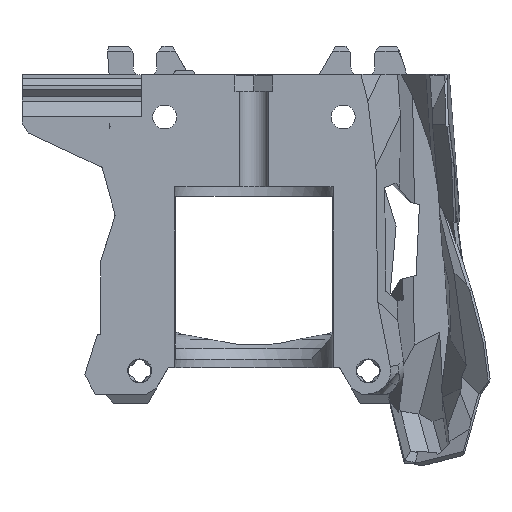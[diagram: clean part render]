
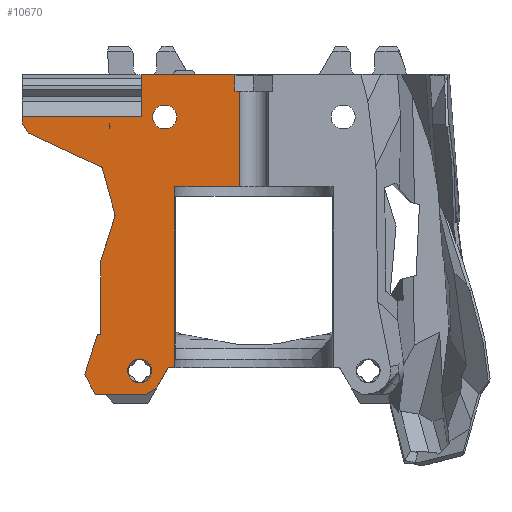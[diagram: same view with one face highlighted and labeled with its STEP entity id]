
A CAD part, front view. The second image highlights one B-rep face of the part: STEP entity #10670.
In plain terms, the highlighted planar face has unit normal (0, -1, 0).
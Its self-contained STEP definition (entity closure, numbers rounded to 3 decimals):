
#313=FACE_BOUND('',#1044,.T.);
#314=FACE_BOUND('',#1045,.T.);
#315=FACE_BOUND('',#1046,.T.);
#350=CIRCLE('',#11250,1.7);
#351=CIRCLE('',#11251,1.7);
#478=FACE_OUTER_BOUND('',#1043,.T.);
#1043=EDGE_LOOP('',(#6991,#6992,#6993,#6994,#6995,#6996,#6997,#6998,#6999,
#7000,#7001,#7002,#7003,#7004,#7005,#7006,#7007,#7008,#7009,#7010,#7011,
#7012));
#1044=EDGE_LOOP('',(#7013));
#1045=EDGE_LOOP('',(#7014));
#1046=EDGE_LOOP('',(#7015,#7016,#7017));
#1642=LINE('',#14645,#2968);
#1650=LINE('',#14661,#2976);
#1660=LINE('',#14682,#2986);
#1661=LINE('',#14684,#2987);
#1662=LINE('',#14685,#2988);
#1663=LINE('',#14687,#2989);
#1664=LINE('',#14689,#2990);
#1665=LINE('',#14691,#2991);
#1666=LINE('',#14693,#2992);
#1667=LINE('',#14695,#2993);
#1668=LINE('',#14697,#2994);
#1669=LINE('',#14699,#2995);
#1670=LINE('',#14701,#2996);
#1671=LINE('',#14703,#2997);
#1672=LINE('',#14705,#2998);
#1673=LINE('',#14707,#2999);
#1674=LINE('',#14709,#3000);
#1675=LINE('',#14711,#3001);
#1676=LINE('',#14713,#3002);
#1677=LINE('',#14715,#3003);
#1678=LINE('',#14717,#3004);
#1679=LINE('',#14718,#3005);
#1680=LINE('',#14725,#3006);
#1681=LINE('',#14727,#3007);
#1682=LINE('',#14728,#3008);
#2968=VECTOR('',#11939,10.);
#2976=VECTOR('',#11951,10.);
#2986=VECTOR('',#11963,10.);
#2987=VECTOR('',#11964,10.);
#2988=VECTOR('',#11965,10.);
#2989=VECTOR('',#11966,10.);
#2990=VECTOR('',#11967,10.);
#2991=VECTOR('',#11968,10.);
#2992=VECTOR('',#11969,10.);
#2993=VECTOR('',#11970,10.);
#2994=VECTOR('',#11971,10.);
#2995=VECTOR('',#11972,10.);
#2996=VECTOR('',#11973,10.);
#2997=VECTOR('',#11974,10.);
#2998=VECTOR('',#11975,10.);
#2999=VECTOR('',#11976,10.);
#3000=VECTOR('',#11977,10.);
#3001=VECTOR('',#11978,10.);
#3002=VECTOR('',#11979,10.);
#3003=VECTOR('',#11980,10.);
#3004=VECTOR('',#11981,10.);
#3005=VECTOR('',#11982,10.);
#3006=VECTOR('',#11987,10.);
#3007=VECTOR('',#11988,10.);
#3008=VECTOR('',#11989,10.);
#4294=VERTEX_POINT('',#14643);
#4295=VERTEX_POINT('',#14644);
#4301=VERTEX_POINT('',#14660);
#4310=VERTEX_POINT('',#14680);
#4311=VERTEX_POINT('',#14681);
#4312=VERTEX_POINT('',#14683);
#4313=VERTEX_POINT('',#14686);
#4314=VERTEX_POINT('',#14688);
#4315=VERTEX_POINT('',#14690);
#4316=VERTEX_POINT('',#14692);
#4317=VERTEX_POINT('',#14694);
#4318=VERTEX_POINT('',#14696);
#4319=VERTEX_POINT('',#14698);
#4320=VERTEX_POINT('',#14700);
#4321=VERTEX_POINT('',#14702);
#4322=VERTEX_POINT('',#14704);
#4323=VERTEX_POINT('',#14706);
#4324=VERTEX_POINT('',#14708);
#4325=VERTEX_POINT('',#14710);
#4326=VERTEX_POINT('',#14712);
#4327=VERTEX_POINT('',#14714);
#4328=VERTEX_POINT('',#14716);
#4329=VERTEX_POINT('',#14719);
#4330=VERTEX_POINT('',#14721);
#4331=VERTEX_POINT('',#14723);
#4332=VERTEX_POINT('',#14724);
#4333=VERTEX_POINT('',#14726);
#5343=EDGE_CURVE('',#4294,#4295,#1642,.T.);
#5351=EDGE_CURVE('',#4301,#4294,#1650,.T.);
#5361=EDGE_CURVE('',#4310,#4311,#1660,.T.);
#5362=EDGE_CURVE('',#4310,#4312,#1661,.T.);
#5363=EDGE_CURVE('',#4301,#4312,#1662,.T.);
#5364=EDGE_CURVE('',#4313,#4295,#1663,.T.);
#5365=EDGE_CURVE('',#4314,#4313,#1664,.T.);
#5366=EDGE_CURVE('',#4314,#4315,#1665,.T.);
#5367=EDGE_CURVE('',#4316,#4315,#1666,.T.);
#5368=EDGE_CURVE('',#4317,#4316,#1667,.T.);
#5369=EDGE_CURVE('',#4318,#4317,#1668,.T.);
#5370=EDGE_CURVE('',#4318,#4319,#1669,.F.);
#5371=EDGE_CURVE('',#4320,#4319,#1670,.T.);
#5372=EDGE_CURVE('',#4321,#4320,#1671,.T.);
#5373=EDGE_CURVE('',#4322,#4321,#1672,.T.);
#5374=EDGE_CURVE('',#4323,#4322,#1673,.T.);
#5375=EDGE_CURVE('',#4323,#4324,#1674,.T.);
#5376=EDGE_CURVE('',#4324,#4325,#1675,.T.);
#5377=EDGE_CURVE('',#4325,#4326,#1676,.T.);
#5378=EDGE_CURVE('',#4326,#4327,#1677,.T.);
#5379=EDGE_CURVE('',#4327,#4328,#1678,.T.);
#5380=EDGE_CURVE('',#4328,#4311,#1679,.T.);
#5381=EDGE_CURVE('',#4329,#4329,#350,.T.);
#5382=EDGE_CURVE('',#4330,#4330,#351,.T.);
#5383=EDGE_CURVE('',#4331,#4332,#1680,.T.);
#5384=EDGE_CURVE('',#4331,#4333,#1681,.T.);
#5385=EDGE_CURVE('',#4333,#4332,#1682,.F.);
#6991=ORIENTED_EDGE('',*,*,#5361,.F.);
#6992=ORIENTED_EDGE('',*,*,#5362,.T.);
#6993=ORIENTED_EDGE('',*,*,#5363,.F.);
#6994=ORIENTED_EDGE('',*,*,#5351,.T.);
#6995=ORIENTED_EDGE('',*,*,#5343,.T.);
#6996=ORIENTED_EDGE('',*,*,#5364,.F.);
#6997=ORIENTED_EDGE('',*,*,#5365,.F.);
#6998=ORIENTED_EDGE('',*,*,#5366,.T.);
#6999=ORIENTED_EDGE('',*,*,#5367,.F.);
#7000=ORIENTED_EDGE('',*,*,#5368,.F.);
#7001=ORIENTED_EDGE('',*,*,#5369,.F.);
#7002=ORIENTED_EDGE('',*,*,#5370,.T.);
#7003=ORIENTED_EDGE('',*,*,#5371,.F.);
#7004=ORIENTED_EDGE('',*,*,#5372,.F.);
#7005=ORIENTED_EDGE('',*,*,#5373,.F.);
#7006=ORIENTED_EDGE('',*,*,#5374,.F.);
#7007=ORIENTED_EDGE('',*,*,#5375,.T.);
#7008=ORIENTED_EDGE('',*,*,#5376,.T.);
#7009=ORIENTED_EDGE('',*,*,#5377,.T.);
#7010=ORIENTED_EDGE('',*,*,#5378,.T.);
#7011=ORIENTED_EDGE('',*,*,#5379,.T.);
#7012=ORIENTED_EDGE('',*,*,#5380,.T.);
#7013=ORIENTED_EDGE('',*,*,#5381,.F.);
#7014=ORIENTED_EDGE('',*,*,#5382,.T.);
#7015=ORIENTED_EDGE('',*,*,#5383,.F.);
#7016=ORIENTED_EDGE('',*,*,#5384,.T.);
#7017=ORIENTED_EDGE('',*,*,#5385,.T.);
#10227=PLANE('',#11249);
#10670=ADVANCED_FACE('',(#478,#313,#314,#315),#10227,.F.);
#11249=AXIS2_PLACEMENT_3D('',#14679,#11961,#11962);
#11250=AXIS2_PLACEMENT_3D('',#14720,#11983,#11984);
#11251=AXIS2_PLACEMENT_3D('',#14722,#11985,#11986);
#11939=DIRECTION('',(0.537,0.,-0.843));
#11951=DIRECTION('',(0.,0.,-1.));
#11961=DIRECTION('center_axis',(0.,1.,0.));
#11962=DIRECTION('ref_axis',(0.,0.,
1.));
#11963=DIRECTION('',(1.,0.,0.));
#11964=DIRECTION('',(0.,0.,-1.));
#11965=DIRECTION('',(1.,0.,0.));
#11966=DIRECTION('',(-0.906,0.,0.423));
#11967=DIRECTION('',(-0.264,0.,0.964));
#11968=DIRECTION('',(-0.298,0.,-0.955));
#11969=DIRECTION('',(0.,0.,1.));
#11970=DIRECTION('',(1.,0.,0.));
#11971=DIRECTION('',(0.298,0.,0.955));
#11972=DIRECTION('',(-0.481,0.,0.877));
#11973=DIRECTION('',(-1.,0.,0.));
#11974=DIRECTION('',(-0.866,0.,-0.5));
#11975=DIRECTION('',(-0.5,0.,-0.866));
#11976=DIRECTION('',(-1.,0.,0.));
#11977=DIRECTION('',(0.,0.,1.));
#11978=DIRECTION('',(1.,0.,0.));
#11979=DIRECTION('',(0.,0.,1.));
#11980=DIRECTION('',(-1.,0.,0.));
#11981=DIRECTION('',(0.,0.,1.));
#11982=DIRECTION('',(-0.707,0.,0.707));
#11983=DIRECTION('center_axis',(0.,-1.,0.));
#11984=DIRECTION('ref_axis',(0.,0.,
-1.));
#11985=DIRECTION('center_axis',(0.,1.,0.));
#11986=DIRECTION('ref_axis',(1.,0.,0.));
#11987=DIRECTION('',(0.,0.,-1.));
#11988=DIRECTION('',(0.299,0.,-0.954));
#11989=DIRECTION('',(0.355,0.,0.935));
#14643=CARTESIAN_POINT('',(-33.,0.,54.567));
#14644=CARTESIAN_POINT('',(-32.094,0.,53.145));
#14645=CARTESIAN_POINT('',(-20.471,0.,34.902));
#14660=CARTESIAN_POINT('',(-33.,0.,55.5));
#14661=CARTESIAN_POINT('',(-33.,0.,41.217));
#14679=CARTESIAN_POINT('Origin',(16.698,0.,
31.934));
#14680=CARTESIAN_POINT('',(-16.,0.,61.5));
#14681=CARTESIAN_POINT('',(-2.9,0.,61.5));
#14682=CARTESIAN_POINT('',(-19.733,0.,61.5));
#14683=CARTESIAN_POINT('',(-16.,0.,55.5));
#14684=CARTESIAN_POINT('',(-16.,0.,45.467));
#14685=CARTESIAN_POINT('',(-30.75,0.,55.5));
#14686=CARTESIAN_POINT('',(-21.6,0.,48.252));
#14687=CARTESIAN_POINT('',(-26.65,0.,50.607));
#14688=CARTESIAN_POINT('',(-19.739,0.,41.455));
#14689=CARTESIAN_POINT('',(-19.579,0.,40.87));
#14690=CARTESIAN_POINT('',(-21.769,0.,34.956));
#14691=CARTESIAN_POINT('',(-19.739,0.,41.455));
#14692=CARTESIAN_POINT('',(-21.769,0.,24.485));
#14693=CARTESIAN_POINT('',(-21.769,0.,28.03));
#14694=CARTESIAN_POINT('',(-22.271,0.,24.485));
#14695=CARTESIAN_POINT('',(1.795,0.,24.485));
#14696=CARTESIAN_POINT('',(-24.067,0.,18.732));
#14697=CARTESIAN_POINT('',(-23.108,0.,21.804));
#14698=CARTESIAN_POINT('',(-22.569,0.,16.001));
#14699=CARTESIAN_POINT('',(-25.05,0.,20.521));
#14700=CARTESIAN_POINT('',(-15.345,0.,16.001));
#14701=CARTESIAN_POINT('',(-23.493,0.,16.001));
#14702=CARTESIAN_POINT('',(-13.845,0.,16.867));
#14703=CARTESIAN_POINT('',(0.496,0.,25.147));
#14704=CARTESIAN_POINT('',(-12.18,0.,19.75));
#14705=CARTESIAN_POINT('',(-11.565,0.,20.816));
#14706=CARTESIAN_POINT('',(-11.25,0.,19.75));
#14707=CARTESIAN_POINT('',(-8.349,0.,19.75));
#14708=CARTESIAN_POINT('',(-11.25,0.,45.5));
#14709=CARTESIAN_POINT('',(-11.25,0.,33.25));
#14710=CARTESIAN_POINT('',(-2.05,0.,45.5));
#14711=CARTESIAN_POINT('',(8.349,0.,45.5));
#14712=CARTESIAN_POINT('',(-2.05,0.,59.1));
#14713=CARTESIAN_POINT('',(-2.05,0.,52.5));
#14714=CARTESIAN_POINT('',(-2.7,0.,59.1));
#14715=CARTESIAN_POINT('',(8.414,0.,59.1));
#14716=CARTESIAN_POINT('',(-2.7,0.,61.3));
#14717=CARTESIAN_POINT('',(-2.7,0.,46.617));
#14718=CARTESIAN_POINT('',(9.491,0.,49.109));
#14719=CARTESIAN_POINT('',(-12.7,0.,57.124));
#14720=CARTESIAN_POINT('Origin',(-12.7,0.,
55.424));
#14721=CARTESIAN_POINT('',(-17.95,0.,19.301));
#14722=CARTESIAN_POINT('Origin',(-16.25,0.,
19.301));
#14723=CARTESIAN_POINT('',(-20.571,0.,54.5));
#14724=CARTESIAN_POINT('',(-20.571,0.,53.828));
#14725=CARTESIAN_POINT('',(-20.571,0.,54.5));
#14726=CARTESIAN_POINT('',(-20.455,0.,54.132));
#14727=CARTESIAN_POINT('',(-22.767,0.,61.5));
#14728=CARTESIAN_POINT('',(-23.902,0.,45.055));
